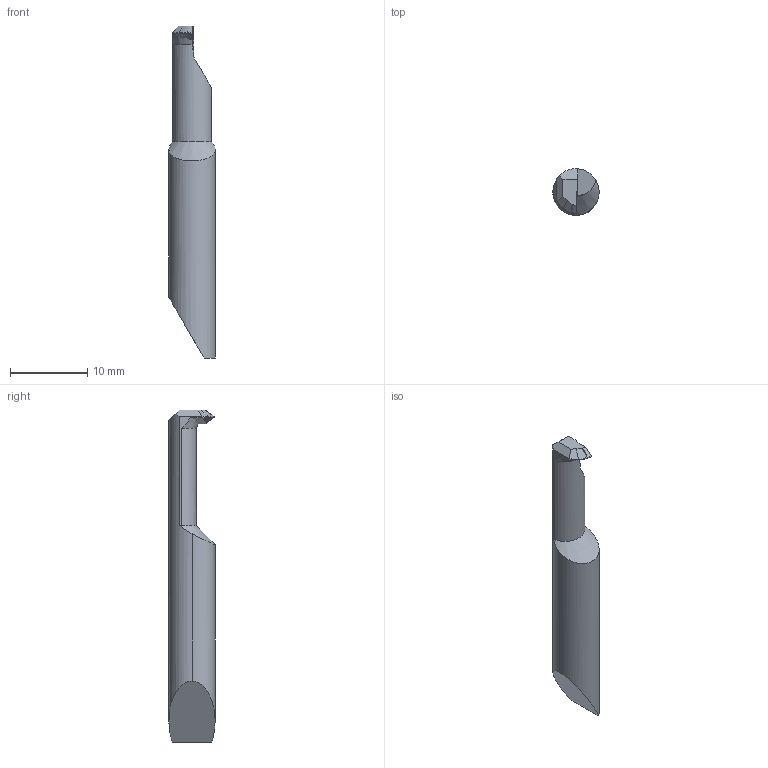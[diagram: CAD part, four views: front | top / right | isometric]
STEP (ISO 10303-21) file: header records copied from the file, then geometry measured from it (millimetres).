
FILE_DESCRIPTION (( 'STEP AP203' ), '1' );
FILE_NAME ('NCTV6R-62.15-150V-YG812 [NCTV06R6215150T].STEP', '2023-06-05T08:09:46', ( '' ), ( '' ), 'SwSTEP 2.0', 'SolidWorks 2018', '' );
FILE_SCHEMA (( 'CONFIG_CONTROL_DESIGN' ));
Length unit declared in the file: millimetre
Products named in the file (1): NCTV6R-62.15-150V-YG812 [NCTV06R6215150T]
Bounding box: 6 x 6 x 43 mm (x, y, z)
Volume: 864.1 mm3; surface area: 721.1 mm2
Topology: 1 solids, 1 shells, 32 faces, 83 edges, 53 vertices
Faces by surface type: plane 18, bspline 6, cylinder 5, cone 2, torus 1
Entity records: 1307 total; most frequent: CARTESIAN_POINT 534, ORIENTED_EDGE 166, DIRECTION 118, EDGE_CURVE 83, VERTEX_POINT 53, AXIS2_PLACEMENT_3D 40, VECTOR 38, LINE 38
